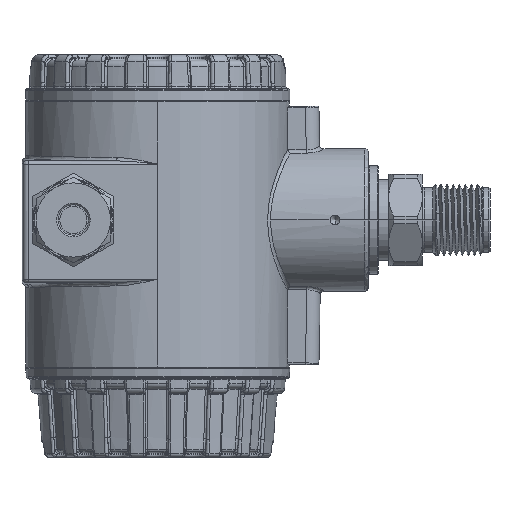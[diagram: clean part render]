
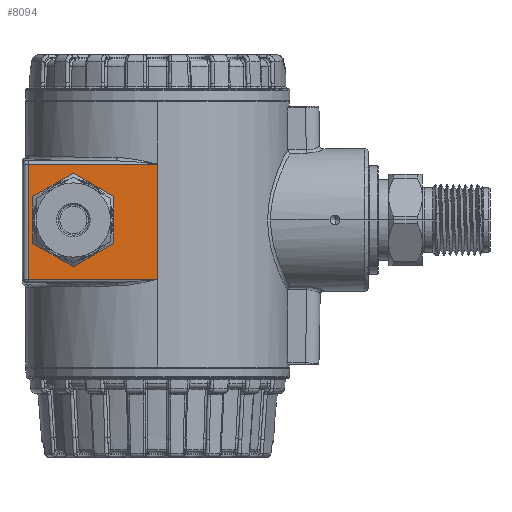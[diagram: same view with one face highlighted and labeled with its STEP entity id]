
A CAD part, left-side view. The second image highlights one B-rep face of the part: STEP entity #8094.
In plain terms, the highlighted planar face has unit normal (-1, 0, 0).
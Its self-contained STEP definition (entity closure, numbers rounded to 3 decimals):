
#218 = EDGE_CURVE ( 'NONE', #63011, #21544, #43422, .T. ) ;
#389 = EDGE_CURVE ( 'NONE', #65539, #20321, #105602, .T. ) ;
#1377 = DIRECTION ( 'NONE',  ( 0., 1., 0. ) ) ;
#1657 = FACE_BOUND ( 'NONE', #59160, .T. ) ;
#4065 = DIRECTION ( 'NONE',  ( 0., 1., 0. ) ) ;
#4482 = CIRCLE ( 'NONE', #20676, 9.353 ) ;
#8094 = ADVANCED_FACE ( 'NONE', ( #60011, #1657 ), #60630, .F. ) ;
#8634 = CARTESIAN_POINT ( 'NONE',  ( -39., 38.355, 481.424 ) ) ;
#9612 = ORIENTED_EDGE ( 'NONE', *, *, #12543, .F. ) ;
#10919 = CARTESIAN_POINT ( 'NONE',  ( -39., 0., 481.424 ) ) ;
#12543 = EDGE_CURVE ( 'NONE', #63554, #63011, #75145, .T. ) ;
#14283 = ORIENTED_EDGE ( 'NONE', *, *, #82298, .F. ) ;
#15197 = CARTESIAN_POINT ( 'NONE',  ( -39., 24.989, 464.905 ) ) ;
#15253 = CARTESIAN_POINT ( 'NONE',  ( -39., 0., 447.38 ) ) ;
#17059 = LINE ( 'NONE', #107250, #84461 ) ;
#20321 = VERTEX_POINT ( 'NONE', #88885 ) ;
#20676 = AXIS2_PLACEMENT_3D ( 'NONE', #41579, #32816, #91883 ) ;
#21544 = VERTEX_POINT ( 'NONE', #15253 ) ;
#27518 = CARTESIAN_POINT ( 'NONE',  ( -39., 38.355, 447.38 ) ) ;
#28001 = CARTESIAN_POINT ( 'NONE',  ( -39., 22.075, 464.502 ) ) ;
#28710 = DIRECTION ( 'NONE',  ( 1., 0., 0. ) ) ;
#28900 = EDGE_CURVE ( 'NONE', #32949, #63554, #62830, .T. ) ;
#32816 = DIRECTION ( 'NONE',  ( 1., 0., 0. ) ) ;
#32949 = VERTEX_POINT ( 'NONE', #27518 ) ;
#35959 = DIRECTION ( 'NONE',  ( 0., 0., -1. ) ) ;
#41290 = AXIS2_PLACEMENT_3D ( 'NONE', #28001, #28710, #4065 ) ;
#41579 = CARTESIAN_POINT ( 'NONE',  ( -39., 24.989, 464.905 ) ) ;
#43422 = LINE ( 'NONE', #10919, #65438 ) ;
#46883 = ORIENTED_EDGE ( 'NONE', *, *, #76923, .T. ) ;
#48585 = ORIENTED_EDGE ( 'NONE', *, *, #389, .T. ) ;
#50351 = ORIENTED_EDGE ( 'NONE', *, *, #218, .F. ) ;
#53912 = CARTESIAN_POINT ( 'NONE',  ( -39., 0., 481.424 ) ) ;
#53973 = AXIS2_PLACEMENT_3D ( 'NONE', #15197, #89889, #106604 ) ;
#59160 = EDGE_LOOP ( 'NONE', ( #46883, #48585 ) ) ;
#60011 = FACE_OUTER_BOUND ( 'NONE', #66751, .T. ) ;
#60630 = PLANE ( 'NONE',  #41290 ) ;
#60761 = CARTESIAN_POINT ( 'NONE',  ( -39., 38.355, 447.38 ) ) ;
#62830 = LINE ( 'NONE', #60761, #86106 ) ;
#63011 = VERTEX_POINT ( 'NONE', #53912 ) ;
#63554 = VERTEX_POINT ( 'NONE', #91513 ) ;
#65438 = VECTOR ( 'NONE', #35959, 1000. ) ;
#65539 = VERTEX_POINT ( 'NONE', #79679 ) ;
#65876 = ORIENTED_EDGE ( 'NONE', *, *, #28900, .F. ) ;
#66751 = EDGE_LOOP ( 'NONE', ( #9612, #65876, #14283, #50351 ) ) ;
#75145 = LINE ( 'NONE', #8634, #99824 ) ;
#76923 = EDGE_CURVE ( 'NONE', #20321, #65539, #4482, .T. ) ;
#77487 = DIRECTION ( 'NONE',  ( 0., -1., 0. ) ) ;
#79679 = CARTESIAN_POINT ( 'NONE',  ( -39., 24.989, 455.552 ) ) ;
#82298 = EDGE_CURVE ( 'NONE', #21544, #32949, #17059, .T. ) ;
#84461 = VECTOR ( 'NONE', #1377, 1000. ) ;
#86106 = VECTOR ( 'NONE', #86108, 1000. ) ;
#86108 = DIRECTION ( 'NONE',  ( 0., 0., 1. ) ) ;
#88885 = CARTESIAN_POINT ( 'NONE',  ( -39., 24.989, 474.258 ) ) ;
#89889 = DIRECTION ( 'NONE',  ( 1., 0., 0. ) ) ;
#91513 = CARTESIAN_POINT ( 'NONE',  ( -39., 38.355, 481.424 ) ) ;
#91883 = DIRECTION ( 'NONE',  ( 0., 0., 1. ) ) ;
#99824 = VECTOR ( 'NONE', #77487, 1000. ) ;
#105602 = CIRCLE ( 'NONE', #53973, 9.353 ) ;
#106604 = DIRECTION ( 'NONE',  ( 0., 0., -1. ) ) ;
#107250 = CARTESIAN_POINT ( 'NONE',  ( -39., 0., 447.38 ) ) ;
